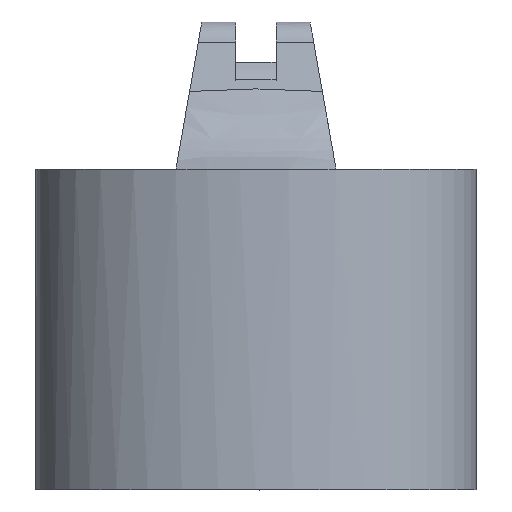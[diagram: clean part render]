
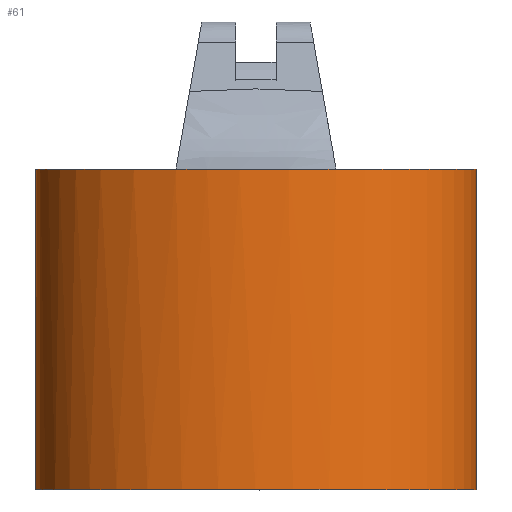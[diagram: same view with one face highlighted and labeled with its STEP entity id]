
A CAD part, top view. The second image highlights one B-rep face of the part: STEP entity #61.
In plain terms, the highlighted face is a extrusion surface.
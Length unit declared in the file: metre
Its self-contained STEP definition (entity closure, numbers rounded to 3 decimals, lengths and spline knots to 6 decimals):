
#61 = ADVANCED_FACE( '', ( #123, #124 ), #125, .T. );
#123 = FACE_OUTER_BOUND( '', #424, .T. );
#124 = FACE_OUTER_BOUND( '', #425, .T. );
#125 = SURFACE_OF_LINEAR_EXTRUSION( '', #426, #427 );
#424 = EDGE_LOOP( '', ( #525, #526, #527, #528 ) );
#425 = EDGE_LOOP( '', ( #529 ) );
#426 = ELLIPSE( '', #530, 0.06985, 0.048895 );
#427 = VECTOR( '', #531, 1. );
#525 = ORIENTED_EDGE( '', *, *, #748, .F. );
#526 = ORIENTED_EDGE( '', *, *, #784, .F. );
#527 = ORIENTED_EDGE( '', *, *, #745, .F. );
#528 = ORIENTED_EDGE( '', *, *, #752, .F. );
#529 = ORIENTED_EDGE( '', *, *, #777, .F. );
#530 = AXIS2_PLACEMENT_3D( '', #785, #786, #787 );
#531 = DIRECTION( '', ( 0., -1., 0. ) );
#745 = EDGE_CURVE( '', #802, #798, #804, .F. );
#748 = EDGE_CURVE( '', #806, #809, #810, .F. );
#752 = EDGE_CURVE( '', #809, #802, #815, .F. );
#777 = EDGE_CURVE( '', #854, #854, #855, .T. );
#784 = EDGE_CURVE( '', #798, #806, #862, .F. );
#785 = CARTESIAN_POINT( '', ( 0., 1.327186, 1.237237 ) );
#786 = DIRECTION( '', ( 0., -1., 0. ) );
#787 = DIRECTION( '', ( 1., 0., 0. ) );
#798 = VERTEX_POINT( '', #873 );
#802 = VERTEX_POINT( '', #931 );
#804 = ELLIPSE( '', #967, 0.06985, 0.048895 );
#806 = VERTEX_POINT( '', #969 );
#809 = VERTEX_POINT( '', #1002 );
#810 = ELLIPSE( '', #1003, 0.06985, 0.048895 );
#815 = ELLIPSE( '', #1058, 0.06985, 0.048895 );
#854 = VERTEX_POINT( '', #1436 );
#855 = ELLIPSE( '', #1437, 0.06985, 0.048895 );
#862 = ELLIPSE( '', #1444, 0.06985, 0.048895 );
#873 = CARTESIAN_POINT( '', ( 0.0254, 1.327184, 1.282785 ) );
#931 = CARTESIAN_POINT( '', ( -0.0254, 1.327184, 1.282785 ) );
#967 = AXIS2_PLACEMENT_3D( '', #1454, #1455, #1456 );
#969 = CARTESIAN_POINT( '', ( 0.0254, 1.327184, 1.19169 ) );
#1002 = CARTESIAN_POINT( '', ( -0.0254, 1.327184, 1.19169 ) );
#1003 = AXIS2_PLACEMENT_3D( '', #1457, #1458, #1459 );
#1058 = AXIS2_PLACEMENT_3D( '', #1460, #1461, #1462 );
#1436 = CARTESIAN_POINT( '', ( 0.06985, 1.225584, 1.237237 ) );
#1437 = AXIS2_PLACEMENT_3D( '', #1484, #1485, #1486 );
#1444 = AXIS2_PLACEMENT_3D( '', #1496, #1497, #1498 );
#1454 = CARTESIAN_POINT( '', ( 0., 1.327184, 1.237237 ) );
#1455 = DIRECTION( '', ( 0., -1., 0. ) );
#1456 = DIRECTION( '', ( 1., 0., 0. ) );
#1457 = CARTESIAN_POINT( '', ( 0., 1.327184, 1.237237 ) );
#1458 = DIRECTION( '', ( 0., -1., 0. ) );
#1459 = DIRECTION( '', ( 1., 0., 0. ) );
#1460 = CARTESIAN_POINT( '', ( 0., 1.327184, 1.237237 ) );
#1461 = DIRECTION( '', ( 0., -1., 0. ) );
#1462 = DIRECTION( '', ( 1., 0., 0. ) );
#1484 = CARTESIAN_POINT( '', ( 0., 1.225584, 1.237237 ) );
#1485 = DIRECTION( '', ( 0., -1., 0. ) );
#1486 = DIRECTION( '', ( 1., 0., 0. ) );
#1496 = CARTESIAN_POINT( '', ( 0., 1.327184, 1.237237 ) );
#1497 = DIRECTION( '', ( 0., -1., 0. ) );
#1498 = DIRECTION( '', ( 1., 0., 0. ) );
